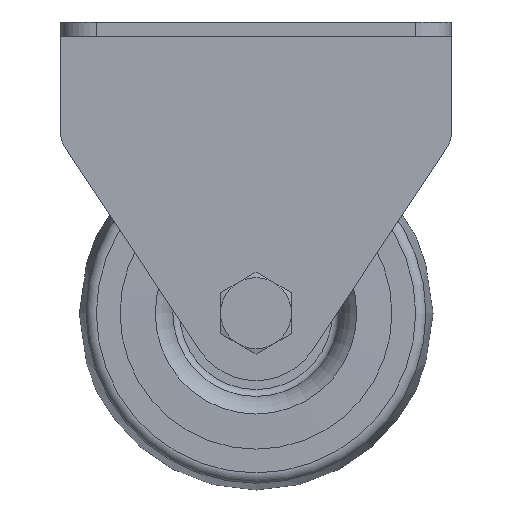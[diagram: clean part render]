
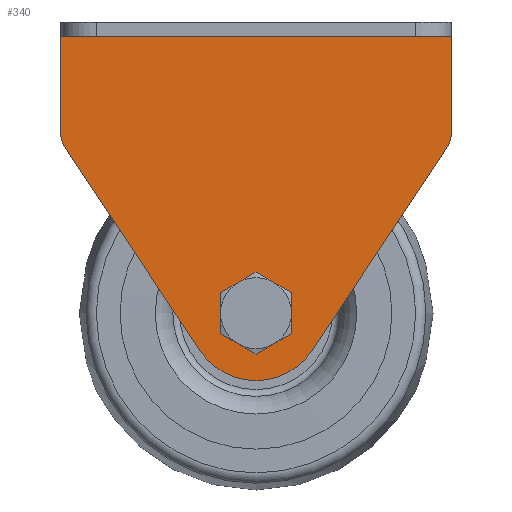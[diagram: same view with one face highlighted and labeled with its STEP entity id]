
A CAD part, top view. The second image highlights one B-rep face of the part: STEP entity #340.
In plain terms, the highlighted planar face has unit normal (0, 0, 1).
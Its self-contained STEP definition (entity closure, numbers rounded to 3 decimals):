
#340 = ADVANCED_FACE( '', ( #721, #722 ), #723, .T. );
#721 = FACE_BOUND( '', #1233, .T. );
#722 = FACE_OUTER_BOUND( '', #1234, .T. );
#723 = PLANE( '', #1235 );
#1233 = EDGE_LOOP( '', ( #1903 ) );
#1234 = EDGE_LOOP( '', ( #1904, #1905, #1906, #1907, #1908, #1909, #1910, #1911 ) );
#1235 = AXIS2_PLACEMENT_3D( '', #1912, #1913, #1914 );
#1903 = ORIENTED_EDGE( '', *, *, #2791, .T. );
#1904 = ORIENTED_EDGE( '', *, *, #2792, .T. );
#1905 = ORIENTED_EDGE( '', *, *, #2793, .T. );
#1906 = ORIENTED_EDGE( '', *, *, #2794, .T. );
#1907 = ORIENTED_EDGE( '', *, *, #2795, .T. );
#1908 = ORIENTED_EDGE( '', *, *, #2606, .T. );
#1909 = ORIENTED_EDGE( '', *, *, #2688, .T. );
#1910 = ORIENTED_EDGE( '', *, *, #2669, .T. );
#1911 = ORIENTED_EDGE( '', *, *, #2796, .T. );
#1912 = CARTESIAN_POINT( '', ( 50., -11., 13. ) );
#1913 = DIRECTION( '', ( 0., 0., 1. ) );
#1914 = DIRECTION( '', ( 1., 0., 0. ) );
#2606 = EDGE_CURVE( '', #3005, #3003, #3006, .T. );
#2669 = EDGE_CURVE( '', #3119, #3117, #3120, .T. );
#2688 = EDGE_CURVE( '', #3003, #3119, #3150, .T. );
#2791 = EDGE_CURVE( '', #3308, #3308, #3309, .T. );
#2792 = EDGE_CURVE( '', #3310, #3311, #3312, .T. );
#2793 = EDGE_CURVE( '', #3311, #3313, #3314, .T. );
#2794 = EDGE_CURVE( '', #3313, #3315, #3316, .T. );
#2795 = EDGE_CURVE( '', #3315, #3005, #3317, .T. );
#2796 = EDGE_CURVE( '', #3117, #3310, #3318, .T. );
#3003 = VERTEX_POINT( '', #3583 );
#3005 = VERTEX_POINT( '', #3586 );
#3006 = LINE( '', #3587, #3588 );
#3117 = VERTEX_POINT( '', #3742 );
#3119 = VERTEX_POINT( '', #3745 );
#3120 = LINE( '', #3746, #3747 );
#3150 = CIRCLE( '', #3785, 3. );
#3308 = VERTEX_POINT( '', #4034 );
#3309 = CIRCLE( '', #4035, 4.1 );
#3310 = VERTEX_POINT( '', #4036 );
#3311 = VERTEX_POINT( '', #4037 );
#3312 = LINE( '', #4038, #4039 );
#3313 = VERTEX_POINT( '', #4040 );
#3314 = CIRCLE( '', #4041, 3. );
#3315 = VERTEX_POINT( '', #4042 );
#3316 = LINE( '', #4043, #4044 );
#3317 = CIRCLE( '', #4045, 9.5 );
#3318 = LINE( '', #4046, #4047 );
#3583 = CARTESIAN_POINT( '', ( 27.001, 23.543, 13. ) );
#3586 = CARTESIAN_POINT( '', ( 7.919, -5.248, 13. ) );
#3587 = CARTESIAN_POINT( '', ( 7.919, -5.248, 13. ) );
#3588 = VECTOR( '', #4400, 1000. );
#3742 = CARTESIAN_POINT( '', ( 27.5, 39., 13. ) );
#3745 = CARTESIAN_POINT( '', ( 27.5, 25.2, 13. ) );
#3746 = CARTESIAN_POINT( '', ( 27.5, 25.2, 13. ) );
#3747 = VECTOR( '', #4490, 1000. );
#3785 = AXIS2_PLACEMENT_3D( '', #4517, #4518, #4519 );
#4034 = CARTESIAN_POINT( '', ( -4.1, 0., 13. ) );
#4035 = AXIS2_PLACEMENT_3D( '', #4643, #4644, #4645 );
#4036 = CARTESIAN_POINT( '', ( -27.5, 39., 13. ) );
#4037 = CARTESIAN_POINT( '', ( -27.5, 25.2, 13. ) );
#4038 = CARTESIAN_POINT( '', ( -27.5, 41., 13. ) );
#4039 = VECTOR( '', #4646, 1000. );
#4040 = CARTESIAN_POINT( '', ( -27.001, 23.543, 13. ) );
#4041 = AXIS2_PLACEMENT_3D( '', #4647, #4648, #4649 );
#4042 = CARTESIAN_POINT( '', ( -7.919, -5.248, 13. ) );
#4043 = CARTESIAN_POINT( '', ( -27.001, 23.543, 13. ) );
#4044 = VECTOR( '', #4650, 1000. );
#4045 = AXIS2_PLACEMENT_3D( '', #4651, #4652, #4653 );
#4046 = CARTESIAN_POINT( '', ( 50., 39., 13. ) );
#4047 = VECTOR( '', #4654, 1000. );
#4400 = DIRECTION( '', ( 0.552, 0.834, 0. ) );
#4490 = DIRECTION( '', ( 0., 1., 0. ) );
#4517 = CARTESIAN_POINT( '', ( 24.5, 25.2, 13. ) );
#4518 = DIRECTION( '', ( 0., 0., 1. ) );
#4519 = DIRECTION( '', ( 1., 0., 0. ) );
#4643 = CARTESIAN_POINT( '', ( 0., 0., 13. ) );
#4644 = DIRECTION( '', ( 0., 0., -1. ) );
#4645 = DIRECTION( '', ( -1., 0., 0. ) );
#4646 = DIRECTION( '', ( 0., -1., 0. ) );
#4647 = CARTESIAN_POINT( '', ( -24.5, 25.2, 13. ) );
#4648 = DIRECTION( '', ( 0., 0., 1. ) );
#4649 = DIRECTION( '', ( 1., 0., 0. ) );
#4650 = DIRECTION( '', ( 0.552, -0.834, 0. ) );
#4651 = CARTESIAN_POINT( '', ( 0., 0., 13. ) );
#4652 = DIRECTION( '', ( 0., 0., 1. ) );
#4653 = DIRECTION( '', ( 1., 0., 0. ) );
#4654 = DIRECTION( '', ( -1., 0., 0. ) );
